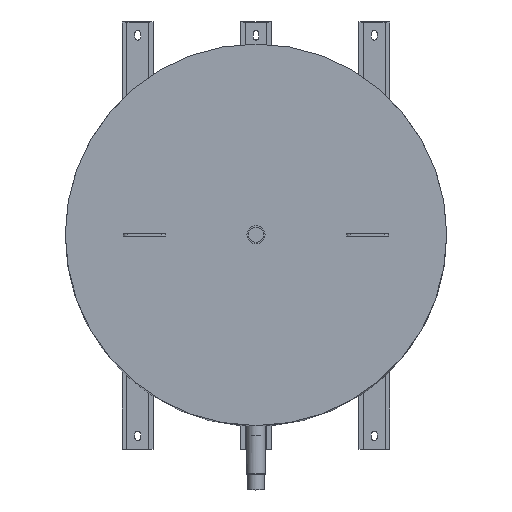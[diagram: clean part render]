
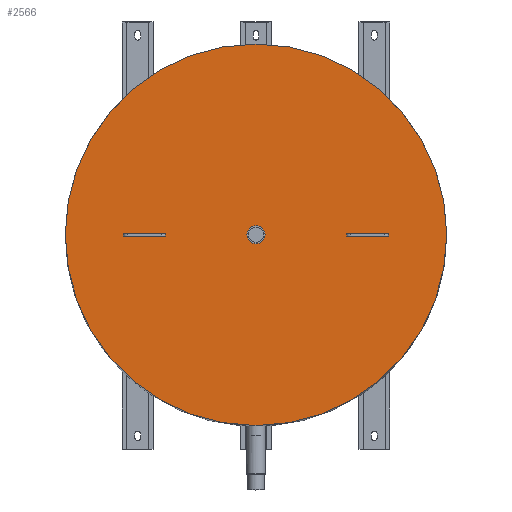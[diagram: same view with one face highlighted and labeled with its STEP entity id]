
A CAD part, top view. The second image highlights one B-rep face of the part: STEP entity #2566.
In plain terms, the highlighted face is planar.
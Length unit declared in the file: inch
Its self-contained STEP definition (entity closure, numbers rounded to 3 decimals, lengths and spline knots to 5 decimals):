
#31 = EDGE_LOOP ( 'NONE', ( #3183, #2936 ) ) ;
#47 = VERTEX_POINT ( 'NONE', #2906 ) ;
#107 = DIRECTION ( 'NONE',  ( 0., 0., -1. ) ) ;
#146 = FACE_BOUND ( 'NONE', #1243, .T. ) ;
#157 = CIRCLE ( 'NONE', #1042, 1.1875 ) ;
#258 = CARTESIAN_POINT ( 'NONE',  ( 11.875, 59.83, -0.1875 ) ) ;
#346 = DIRECTION ( 'NONE',  ( 0., 0., 1. ) ) ;
#572 = ORIENTED_EDGE ( 'NONE', *, *, #1914, .F. ) ;
#579 = DIRECTION ( 'NONE',  ( 1., 0., 0. ) ) ;
#776 = EDGE_CURVE ( 'NONE', #2301, #1192, #4568, .T. ) ;
#828 = CARTESIAN_POINT ( 'NONE',  ( 0., 59.83, -25. ) ) ;
#853 = EDGE_CURVE ( 'NONE', #3741, #2463, #2650, .T. ) ;
#869 = DIRECTION ( 'NONE',  ( 0., 0., -1. ) ) ;
#876 = CARTESIAN_POINT ( 'NONE',  ( 0., 59.83, 0. ) ) ;
#950 = FACE_BOUND ( 'NONE', #1219, .T. ) ;
#973 = CARTESIAN_POINT ( 'NONE',  ( -17.375, 59.83, 0.1875 ) ) ;
#1021 = EDGE_CURVE ( 'NONE', #2277, #1192, #4637, .T. ) ;
#1042 = AXIS2_PLACEMENT_3D ( 'NONE', #3672, #4077, #2563 ) ;
#1098 = DIRECTION ( 'NONE',  ( 1., 0., 0. ) ) ;
#1192 = VERTEX_POINT ( 'NONE', #4095 ) ;
#1205 = AXIS2_PLACEMENT_3D ( 'NONE', #4915, #2593, #1423 ) ;
#1219 = EDGE_LOOP ( 'NONE', ( #572, #5000 ) ) ;
#1243 = EDGE_LOOP ( 'NONE', ( #4119, #3606, #3731, #3612 ) ) ;
#1246 = CARTESIAN_POINT ( 'NONE',  ( 0., 59.83, 0. ) ) ;
#1249 = CARTESIAN_POINT ( 'NONE',  ( -17.375, 59.83, 0.1875 ) ) ;
#1308 = PLANE ( 'NONE',  #4427 ) ;
#1345 = VERTEX_POINT ( 'NONE', #2767 ) ;
#1366 = VECTOR ( 'NONE', #107, 39.37008 ) ;
#1377 = VECTOR ( 'NONE', #2441, 39.37008 ) ;
#1423 = DIRECTION ( 'NONE',  ( 0., 0., 1. ) ) ;
#1563 = CARTESIAN_POINT ( 'NONE',  ( 0., 59.83, 25. ) ) ;
#1597 = VECTOR ( 'NONE', #579, 39.37008 ) ;
#1688 = AXIS2_PLACEMENT_3D ( 'NONE', #1246, #4351, #4810 ) ;
#1774 = VERTEX_POINT ( 'NONE', #1249 ) ;
#1822 = EDGE_CURVE ( 'NONE', #2577, #2301, #4329, .T. ) ;
#1866 = LINE ( 'NONE', #3406, #4188 ) ;
#1914 = EDGE_CURVE ( 'NONE', #3782, #1345, #157, .T. ) ;
#1919 = CARTESIAN_POINT ( 'NONE',  ( -17.375, 59.83, -0.1875 ) ) ;
#2007 = CARTESIAN_POINT ( 'NONE',  ( 11.875, 59.83, 0.1875 ) ) ;
#2093 = DIRECTION ( 'NONE',  ( 0., 0., 1. ) ) ;
#2114 = CARTESIAN_POINT ( 'NONE',  ( -11.875, 59.83, 0.1875 ) ) ;
#2192 = ORIENTED_EDGE ( 'NONE', *, *, #3951, .F. ) ;
#2277 = VERTEX_POINT ( 'NONE', #2957 ) ;
#2299 = DIRECTION ( 'NONE',  ( 1., 0., 0. ) ) ;
#2301 = VERTEX_POINT ( 'NONE', #258 ) ;
#2441 = DIRECTION ( 'NONE',  ( 1., 0., 0. ) ) ;
#2463 = VERTEX_POINT ( 'NONE', #828 ) ;
#2563 = DIRECTION ( 'NONE',  ( 0., 0., 1. ) ) ;
#2566 = ADVANCED_FACE ( 'NONE', ( #950, #4388, #146, #3248 ), #1308, .T. ) ;
#2577 = VERTEX_POINT ( 'NONE', #3222 ) ;
#2593 = DIRECTION ( 'NONE',  ( 0., 1., 0. ) ) ;
#2597 = EDGE_CURVE ( 'NONE', #3709, #4543, #2868, .T. ) ;
#2650 = CIRCLE ( 'NONE', #4590, 25. ) ;
#2731 = VECTOR ( 'NONE', #4303, 39.37008 ) ;
#2753 = CARTESIAN_POINT ( 'NONE',  ( 0., 59.83, -1.1875 ) ) ;
#2767 = CARTESIAN_POINT ( 'NONE',  ( 0., 59.83, 1.1875 ) ) ;
#2868 = LINE ( 'NONE', #4412, #1597 ) ;
#2906 = CARTESIAN_POINT ( 'NONE',  ( -11.875, 59.83, 0.1875 ) ) ;
#2936 = ORIENTED_EDGE ( 'NONE', *, *, #853, .T. ) ;
#2954 = EDGE_CURVE ( 'NONE', #1774, #47, #4382, .T. ) ;
#2957 = CARTESIAN_POINT ( 'NONE',  ( 17.375, 59.83, 0.1875 ) ) ;
#3029 = EDGE_CURVE ( 'NONE', #1774, #3709, #4435, .T. ) ;
#3067 = CARTESIAN_POINT ( 'NONE',  ( 11.875, 59.83, -0.1875 ) ) ;
#3072 = EDGE_CURVE ( 'NONE', #2463, #3741, #4518, .T. ) ;
#3083 = EDGE_LOOP ( 'NONE', ( #2192, #4168, #4735, #3097 ) ) ;
#3097 = ORIENTED_EDGE ( 'NONE', *, *, #1021, .F. ) ;
#3183 = ORIENTED_EDGE ( 'NONE', *, *, #3072, .T. ) ;
#3210 = LINE ( 'NONE', #4376, #1366 ) ;
#3222 = CARTESIAN_POINT ( 'NONE',  ( 11.875, 59.83, 0.1875 ) ) ;
#3248 = FACE_BOUND ( 'NONE', #3083, .T. ) ;
#3406 = CARTESIAN_POINT ( 'NONE',  ( 11.875, 59.83, 0.1875 ) ) ;
#3460 = EDGE_CURVE ( 'NONE', #47, #4543, #3210, .T. ) ;
#3461 = CIRCLE ( 'NONE', #1688, 1.1875 ) ;
#3503 = EDGE_CURVE ( 'NONE', #1345, #3782, #3461, .T. ) ;
#3532 = VECTOR ( 'NONE', #3673, 39.37008 ) ;
#3590 = CARTESIAN_POINT ( 'NONE',  ( -11.875, 59.83, -0.1875 ) ) ;
#3606 = ORIENTED_EDGE ( 'NONE', *, *, #3029, .T. ) ;
#3612 = ORIENTED_EDGE ( 'NONE', *, *, #3460, .F. ) ;
#3672 = CARTESIAN_POINT ( 'NONE',  ( 0., 59.83, 0. ) ) ;
#3673 = DIRECTION ( 'NONE',  ( 0., 0., -1. ) ) ;
#3709 = VERTEX_POINT ( 'NONE', #1919 ) ;
#3731 = ORIENTED_EDGE ( 'NONE', *, *, #2597, .T. ) ;
#3741 = VERTEX_POINT ( 'NONE', #1563 ) ;
#3782 = VERTEX_POINT ( 'NONE', #2753 ) ;
#3803 = DIRECTION ( 'NONE',  ( 0., 1., 0. ) ) ;
#3825 = CARTESIAN_POINT ( 'NONE',  ( 0., 59.83, 0. ) ) ;
#3951 = EDGE_CURVE ( 'NONE', #2577, #2277, #1866, .T. ) ;
#4010 = DIRECTION ( 'NONE',  ( 0., 1., 0. ) ) ;
#4077 = DIRECTION ( 'NONE',  ( 0., 1., 0. ) ) ;
#4095 = CARTESIAN_POINT ( 'NONE',  ( 17.375, 59.83, -0.1875 ) ) ;
#4119 = ORIENTED_EDGE ( 'NONE', *, *, #2954, .F. ) ;
#4168 = ORIENTED_EDGE ( 'NONE', *, *, #1822, .T. ) ;
#4176 = VECTOR ( 'NONE', #1098, 39.37008 ) ;
#4188 = VECTOR ( 'NONE', #2299, 39.37008 ) ;
#4247 = CARTESIAN_POINT ( 'NONE',  ( 17.375, 59.83, 0.1875 ) ) ;
#4303 = DIRECTION ( 'NONE',  ( 0., 0., -1. ) ) ;
#4329 = LINE ( 'NONE', #2007, #4600 ) ;
#4351 = DIRECTION ( 'NONE',  ( 0., 1., 0. ) ) ;
#4376 = CARTESIAN_POINT ( 'NONE',  ( -11.875, 59.83, 0.1875 ) ) ;
#4382 = LINE ( 'NONE', #2114, #1377 ) ;
#4388 = FACE_OUTER_BOUND ( 'NONE', #31, .T. ) ;
#4412 = CARTESIAN_POINT ( 'NONE',  ( -11.875, 59.83, -0.1875 ) ) ;
#4427 = AXIS2_PLACEMENT_3D ( 'NONE', #876, #4010, #2093 ) ;
#4435 = LINE ( 'NONE', #973, #3532 ) ;
#4518 = CIRCLE ( 'NONE', #1205, 25. ) ;
#4543 = VERTEX_POINT ( 'NONE', #3590 ) ;
#4568 = LINE ( 'NONE', #3067, #4176 ) ;
#4590 = AXIS2_PLACEMENT_3D ( 'NONE', #3825, #3803, #346 ) ;
#4600 = VECTOR ( 'NONE', #869, 39.37008 ) ;
#4637 = LINE ( 'NONE', #4247, #2731 ) ;
#4735 = ORIENTED_EDGE ( 'NONE', *, *, #776, .T. ) ;
#4810 = DIRECTION ( 'NONE',  ( 0., 0., 1. ) ) ;
#4915 = CARTESIAN_POINT ( 'NONE',  ( 0., 59.83, 0. ) ) ;
#5000 = ORIENTED_EDGE ( 'NONE', *, *, #3503, .F. ) ;
